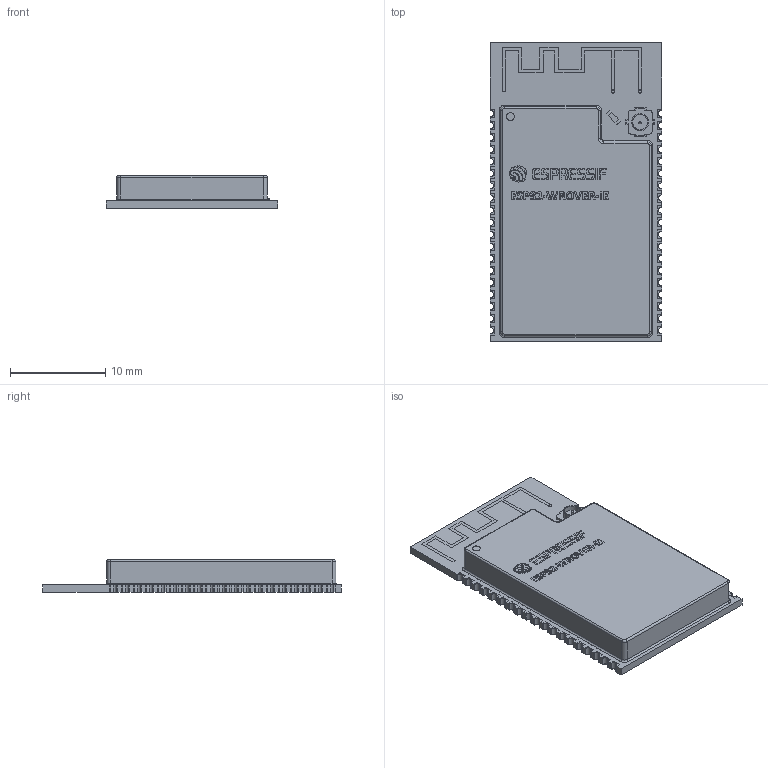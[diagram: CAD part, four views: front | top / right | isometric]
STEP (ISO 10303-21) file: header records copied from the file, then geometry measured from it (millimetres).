
FILE_DESCRIPTION (( 'STEP AP214' ), '1' );
FILE_NAME ('ESP32-WROVER-IE.STEP', '2021-08-09T09:41:03', ( '' ), ( '' ), 'SwSTEP 2.0', 'SolidWorks 2020', '' );
FILE_SCHEMA (( 'AUTOMOTIVE_DESIGN' ));
Length unit declared in the file: millimetre
Products named in the file (14): Resistor Terminal; Cover; Resistor Body; 0.8mm; Body; Pins; Connector PTFE; Bottom Gold; Connector FP; Antenna Trace; Gold Dot; Connector; ESP32-WROVER-IE; Espressif Logo
Assembly tree (13 placements, depth 2):
  ESP32-WROVER-IE
    Body
    Cover
    Bottom Gold
    Connector PTFE
    Connector
    Connector FP
    Resistor Body
    Resistor Terminal
    Antenna Trace
    Gold Dot
    Pins
    0.8mm
    Espressif Logo
Bounding box: 18 x 31.4 x 3.45 mm (x, y, z)
Volume: 1412.3 mm3; surface area: 2431.3 mm2
Topology: 91 solids, 91 shells, 1344 faces, 3404 edges, 2249 vertices
Faces by surface type: plane 968, bspline 228, cylinder 120, torus 16, sphere 12
Entity records: 47442 total; most frequent: CARTESIAN_POINT 15067, ORIENTED_EDGE 6784, DIRECTION 5466, EDGE_CURVE 3392, VECTOR 2670, LINE 2670, VERTEX_POINT 2243, AXIS2_PLACEMENT_3D 1398
